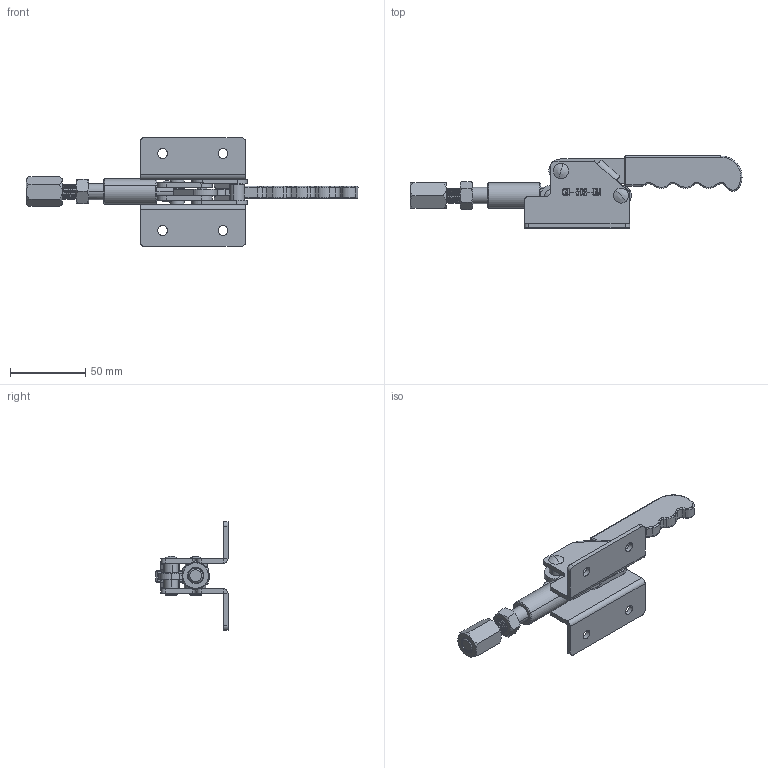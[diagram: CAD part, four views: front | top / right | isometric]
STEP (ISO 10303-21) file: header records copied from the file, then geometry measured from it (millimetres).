
FILE_DESCRIPTION (( 'STEP AP203' ), '1' );
FILE_NAME ('CH-302-DM.STEP', '2017-11-27T05:45:44', ( 'Windows' ), ( 'Microsoft' ), 'SwSTEP 2.0', 'SolidWorks 2015', '' );
FILE_SCHEMA (( 'CONFIG_CONTROL_DESIGN' ));
Length unit declared in the file: millimetre
Products named in the file (15): 63; 47; 路杶B; 絳芠; SHOU; 302DM菁釱01; 階粣; 种粣; 302DM菁釱02; 酗蹟譫; CH-302-DM; hex nuts, style 1-grades ab gb_GB_FASTENER_NUT_SNAB1 M10-S; A倰蟀裝; B倰蟀裝; 路杶A
Assembly tree (18 placements, depth 2):
  CH-302-DM
    絳芠
    階粣
    酗蹟譫
    hex nuts, style 1-grades ab gb_GB_FASTENER_NUT_SNAB1 M10-S
    A倰蟀裝  x2
    B倰蟀裝  x2
    路杶A
    63  x2
    47
    SHOU
    种粣
    路杶B  x2
    302DM菁釱01
    302DM菁釱02
Bounding box: 220.07 x 47.8 x 72 mm (x, y, z)
Volume: 48590.2 mm3; surface area: 45761.2 mm2
Topology: 14 solids, 18 shells, 926 faces, 2399 edges, 1528 vertices
Faces by surface type: plane 360, cylinder 238, bspline 226, cone 102
Entity records: 42297 total; most frequent: CARTESIAN_POINT 21081, ORIENTED_EDGE 4516, DIRECTION 3352, EDGE_CURVE 2258, VERTEX_POINT 1448, LINE 1256, VECTOR 1256, AXIS2_PLACEMENT_3D 1048
